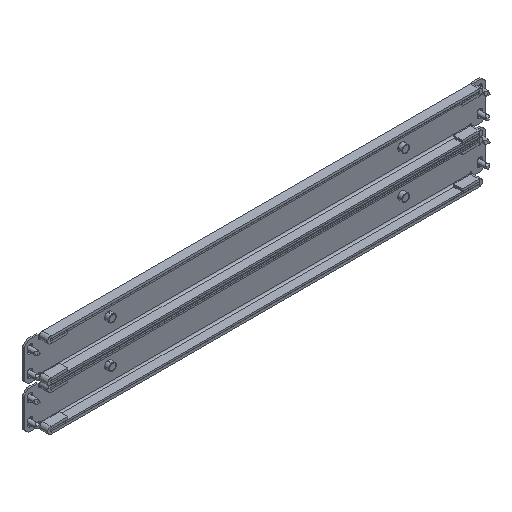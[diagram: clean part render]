
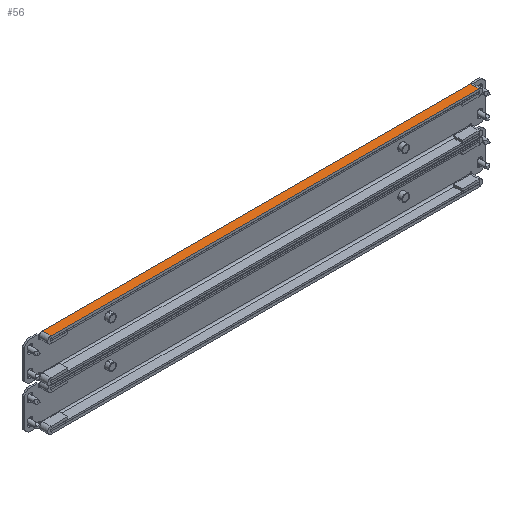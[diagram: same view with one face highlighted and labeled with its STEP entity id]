
A CAD part, isometric view. The second image highlights one B-rep face of the part: STEP entity #56.
In plain terms, the highlighted face is planar.
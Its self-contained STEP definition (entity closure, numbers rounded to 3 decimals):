
#56 = ADVANCED_FACE ( 'NONE', ( #5152 ), #1910, .T. ) ;
#145 = CARTESIAN_POINT ( 'NONE',  ( 5., -3., -254. ) ) ;
#154 = VECTOR ( 'NONE', #2652, 1000. ) ;
#175 = CARTESIAN_POINT ( 'NONE',  ( 5., -3., -254. ) ) ;
#324 = CARTESIAN_POINT ( 'NONE',  ( -5., -3., -254. ) ) ;
#328 = EDGE_CURVE ( 'NONE', #4328, #3573, #681, .T. ) ;
#416 = CARTESIAN_POINT ( 'NONE',  ( -5., -3., 254. ) ) ;
#581 = DIRECTION ( 'NONE',  ( 0., 0., 1. ) ) ;
#605 = EDGE_LOOP ( 'NONE', ( #2618, #3977, #880, #3496 ) ) ;
#681 = LINE ( 'NONE', #416, #2663 ) ;
#880 = ORIENTED_EDGE ( 'NONE', *, *, #1719, .T. ) ;
#1416 = CARTESIAN_POINT ( 'NONE',  ( 5., -3., 254. ) ) ;
#1719 = EDGE_CURVE ( 'NONE', #4384, #1876, #5136, .T. ) ;
#1823 = CARTESIAN_POINT ( 'NONE',  ( -5., -3., 254. ) ) ;
#1876 = VERTEX_POINT ( 'NONE', #175 ) ;
#1910 = PLANE ( 'NONE',  #3377 ) ;
#2234 = DIRECTION ( 'NONE',  ( 0., 0., 1. ) ) ;
#2243 = VECTOR ( 'NONE', #2234, 1000. ) ;
#2618 = ORIENTED_EDGE ( 'NONE', *, *, #328, .F. ) ;
#2621 = CARTESIAN_POINT ( 'NONE',  ( -5., -3., -254. ) ) ;
#2644 = LINE ( 'NONE', #3081, #2243 ) ;
#2652 = DIRECTION ( 'NONE',  ( 1., 0., 0. ) ) ;
#2663 = VECTOR ( 'NONE', #3385, 1000. ) ;
#2786 = CARTESIAN_POINT ( 'NONE',  ( -5., -3., -254. ) ) ;
#2947 = LINE ( 'NONE', #145, #3841 ) ;
#3081 = CARTESIAN_POINT ( 'NONE',  ( -5., -3., -254. ) ) ;
#3377 = AXIS2_PLACEMENT_3D ( 'NONE', #2786, #3622, #4492 ) ;
#3385 = DIRECTION ( 'NONE',  ( 1., 0., 0. ) ) ;
#3496 = ORIENTED_EDGE ( 'NONE', *, *, #5383, .T. ) ;
#3506 = EDGE_CURVE ( 'NONE', #4384, #4328, #2644, .T. ) ;
#3573 = VERTEX_POINT ( 'NONE', #1416 ) ;
#3622 = DIRECTION ( 'NONE',  ( 0., -1., 0. ) ) ;
#3841 = VECTOR ( 'NONE', #581, 1000. ) ;
#3977 = ORIENTED_EDGE ( 'NONE', *, *, #3506, .F. ) ;
#4328 = VERTEX_POINT ( 'NONE', #1823 ) ;
#4384 = VERTEX_POINT ( 'NONE', #324 ) ;
#4492 = DIRECTION ( 'NONE',  ( 1., 0., 0. ) ) ;
#5136 = LINE ( 'NONE', #2621, #154 ) ;
#5152 = FACE_OUTER_BOUND ( 'NONE', #605, .T. ) ;
#5383 = EDGE_CURVE ( 'NONE', #1876, #3573, #2947, .T. ) ;
